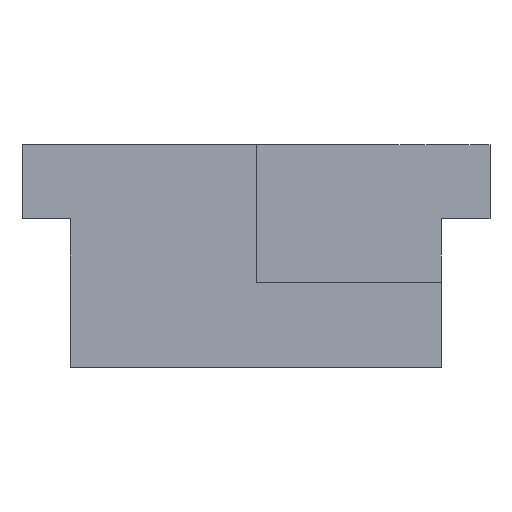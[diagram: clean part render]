
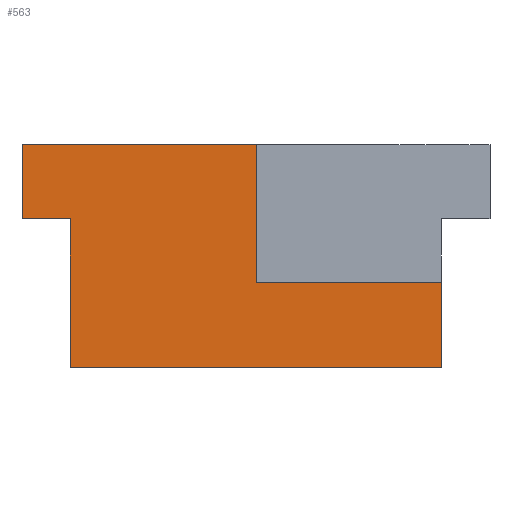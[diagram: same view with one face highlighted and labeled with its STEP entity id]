
A CAD part, front view. The second image highlights one B-rep face of the part: STEP entity #563.
In plain terms, the highlighted planar face has unit normal (0, -1, 0).
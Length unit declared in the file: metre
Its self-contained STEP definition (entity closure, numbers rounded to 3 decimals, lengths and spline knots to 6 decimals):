
#24=PLANE('',#621);
#44=LINE('',#829,#108);
#58=LINE('',#865,#122);
#64=LINE('',#884,#128);
#74=LINE('',#904,#138);
#76=LINE('',#908,#140);
#84=LINE('',#923,#148);
#85=LINE('',#925,#149);
#86=LINE('',#927,#150);
#108=VECTOR('',#673,1.);
#122=VECTOR('',#699,1.);
#128=VECTOR('',#717,1.);
#138=VECTOR('',#735,1.);
#140=VECTOR('',#739,1.);
#148=VECTOR('',#757,1.);
#149=VECTOR('',#758,1.);
#150=VECTOR('',#759,1.);
#279=ORIENTED_EDGE('',*,*,#378,.T.);
#280=ORIENTED_EDGE('',*,*,#380,.T.);
#281=ORIENTED_EDGE('',*,*,#358,.F.);
#282=ORIENTED_EDGE('',*,*,#340,.T.);
#283=ORIENTED_EDGE('',*,*,#388,.T.);
#284=ORIENTED_EDGE('',*,*,#389,.T.);
#285=ORIENTED_EDGE('',*,*,#390,.T.);
#286=ORIENTED_EDGE('',*,*,#367,.F.);
#340=EDGE_CURVE('',#417,#418,#44,.T.);
#358=EDGE_CURVE('',#417,#432,#58,.T.);
#367=EDGE_CURVE('',#439,#440,#64,.T.);
#378=EDGE_CURVE('',#439,#446,#74,.T.);
#380=EDGE_CURVE('',#446,#432,#76,.T.);
#388=EDGE_CURVE('',#418,#449,#84,.T.);
#389=EDGE_CURVE('',#449,#450,#85,.T.);
#390=EDGE_CURVE('',#450,#440,#86,.T.);
#417=VERTEX_POINT('',#830);
#418=VERTEX_POINT('',#831);
#432=VERTEX_POINT('',#864);
#439=VERTEX_POINT('',#883);
#440=VERTEX_POINT('',#885);
#446=VERTEX_POINT('',#905);
#449=VERTEX_POINT('',#924);
#450=VERTEX_POINT('',#926);
#494=EDGE_LOOP('',(#279,#280,#281,#282,#283,#284,#285,#286));
#526=FACE_BOUND('',#494,.T.);
#563=ADVANCED_FACE('',(#526),#24,.T.);
#621=AXIS2_PLACEMENT_3D('',#922,#755,#756);
#673=DIRECTION('',(1.,0.,0.));
#699=DIRECTION('',(0.,0.,1.));
#717=DIRECTION('',(1.,0.,0.));
#735=DIRECTION('',(0.,0.,-1.));
#739=DIRECTION('',(1.,0.,0.));
#755=DIRECTION('',(0.,-1.,0.));
#756=DIRECTION('',(1.,0.,0.));
#757=DIRECTION('',(0.,0.,1.));
#758=DIRECTION('',(-1.,0.,0.));
#759=DIRECTION('',(0.,0.,1.));
#829=CARTESIAN_POINT('',(0.,-0.0155,-0.004));
#830=CARTESIAN_POINT('',(-0.005,-0.0155,-0.004));
#831=CARTESIAN_POINT('',(0.005,-0.0155,-0.004));
#864=CARTESIAN_POINT('',(-0.005,-0.0155,0.));
#865=CARTESIAN_POINT('',(-0.005,-0.0155,-0.004));
#883=CARTESIAN_POINT('',(-0.0063,-0.0155,0.002));
#884=CARTESIAN_POINT('',(0.,-0.0155,0.002));
#885=CARTESIAN_POINT('',(0.,-0.0155,0.002));
#904=CARTESIAN_POINT('',(-0.0063,-0.0155,0.002));
#905=CARTESIAN_POINT('',(-0.0063,-0.0155,0.));
#908=CARTESIAN_POINT('',(0.,-0.0155,0.));
#922=CARTESIAN_POINT('',(-0.008202,-0.0155,-0.0125));
#923=CARTESIAN_POINT('',(0.005,-0.0155,-0.004));
#924=CARTESIAN_POINT('',(0.005,-0.0155,-0.0017));
#925=CARTESIAN_POINT('',(0.006816,-0.0155,-0.0017));
#926=CARTESIAN_POINT('',(0.,-0.0155,-0.0017));
#927=CARTESIAN_POINT('',(0.,-0.0155,-0.0125));
